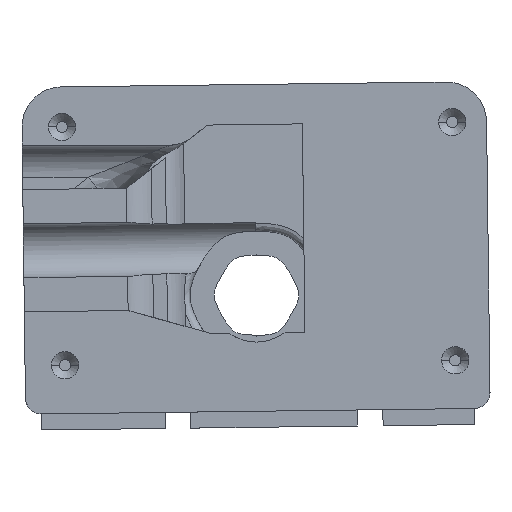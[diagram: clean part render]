
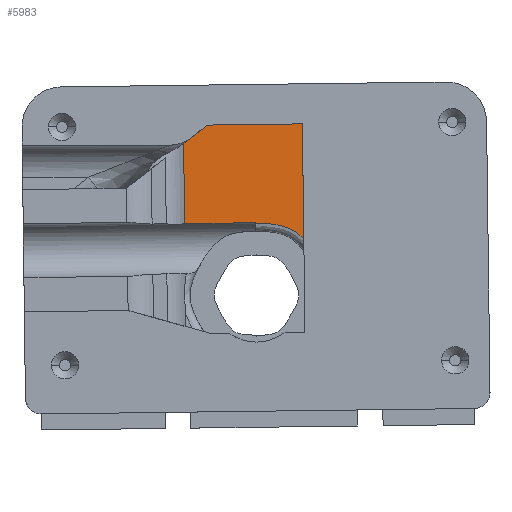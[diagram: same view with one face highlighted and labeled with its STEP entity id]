
A CAD part, front view. The second image highlights one B-rep face of the part: STEP entity #5983.
In plain terms, the highlighted face is planar.
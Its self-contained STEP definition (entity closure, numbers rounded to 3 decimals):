
#8 = CARTESIAN_POINT ( 'NONE',  ( -3.122, 9.619, 12.75 ) ) ;
#39 = ORIENTED_EDGE ( 'NONE', *, *, #7528, .F. ) ;
#191 = DIRECTION ( 'NONE',  ( 0.013, -1., 0. ) ) ;
#246 = ORIENTED_EDGE ( 'NONE', *, *, #6421, .T. ) ;
#318 = LINE ( 'NONE', #3953, #4823 ) ;
#382 = B_SPLINE_CURVE_WITH_KNOTS ( 'NONE', 3,
 ( #700, #2516, #5683, #2589, #1894, #661, #3124, #1315, #7450, #4380, #739, #1928 ),
 .UNSPECIFIED., .F., .F.,
 ( 4, 2, 2, 2, 2, 4 ),
 ( 0.009, 0.01, 0.011, 0.012, 0.012, 0.013 ),
 .UNSPECIFIED. ) ;
#661 = CARTESIAN_POINT ( 'NONE',  ( -1.983, 8.889, 12.75 ) ) ;
#700 = CARTESIAN_POINT ( 'NONE',  ( -0.11, 8.658, 12.75 ) ) ;
#739 = CARTESIAN_POINT ( 'NONE',  ( -3.025, 9.522, 12.75 ) ) ;
#903 = ORIENTED_EDGE ( 'NONE', *, *, #5185, .T. ) ;
#936 = ORIENTED_EDGE ( 'NONE', *, *, #4187, .T. ) ;
#1293 = LINE ( 'NONE', #6968, #1558 ) ;
#1298 = AXIS2_PLACEMENT_3D ( 'NONE', #1992, #2573, #6308 ) ;
#1315 = CARTESIAN_POINT ( 'NONE',  ( -2.591, 9.187, 12.75 ) ) ;
#1368 = DIRECTION ( 'NONE',  ( -0.013, 1., 0. ) ) ;
#1427 = VERTEX_POINT ( 'NONE', #4670 ) ;
#1558 = VECTOR ( 'NONE', #1368, 1000. ) ;
#1818 = DIRECTION ( 'NONE',  ( 0.013, -1., 0. ) ) ;
#1840 = VERTEX_POINT ( 'NONE', #7394 ) ;
#1894 = CARTESIAN_POINT ( 'NONE',  ( -1.456, 8.751, 12.75 ) ) ;
#1906 = EDGE_CURVE ( 'NONE', #1840, #5506, #4641, .T. ) ;
#1928 = CARTESIAN_POINT ( 'NONE',  ( -3.122, 9.619, 12.75 ) ) ;
#1935 = ORIENTED_EDGE ( 'NONE', *, *, #6840, .T. ) ;
#1992 = CARTESIAN_POINT ( 'NONE',  ( 2.705, 15.435, 12.75 ) ) ;
#2093 = VECTOR ( 'NONE', #1818, 1000. ) ;
#2115 = DIRECTION ( 'NONE',  ( -0.789, -0.615, 0. ) ) ;
#2516 = CARTESIAN_POINT ( 'NONE',  ( -0.379, 8.656, 12.75 ) ) ;
#2573 = DIRECTION ( 'NONE',  ( 0., 0., 1. ) ) ;
#2589 = CARTESIAN_POINT ( 'NONE',  ( -1.185, 8.71, 12.75 ) ) ;
#2591 = CARTESIAN_POINT ( 'NONE',  ( 2.902, 2.536, 12.75 ) ) ;
#2698 = VECTOR ( 'NONE', #191, 1000. ) ;
#2710 = ORIENTED_EDGE ( 'NONE', *, *, #5336, .T. ) ;
#2723 = EDGE_LOOP ( 'NONE', ( #6144, #903, #2710, #936, #1935, #246, #39 ) ) ;
#3026 = PLANE ( 'NONE',  #1298 ) ;
#3050 = LINE ( 'NONE', #7412, #2093 ) ;
#3124 = CARTESIAN_POINT ( 'NONE',  ( -2.235, 8.985, 12.75 ) ) ;
#3243 = VERTEX_POINT ( 'NONE', #8 ) ;
#3624 = DIRECTION ( 'NONE',  ( -1., -0.013, 0. ) ) ;
#3953 = CARTESIAN_POINT ( 'NONE',  ( 1.031, 2.513, 12.75 ) ) ;
#4187 = EDGE_CURVE ( 'NONE', #6023, #3243, #382, .T. ) ;
#4380 = CARTESIAN_POINT ( 'NONE',  ( -2.922, 9.432, 12.75 ) ) ;
#4571 = VERTEX_POINT ( 'NONE', #2591 ) ;
#4641 = LINE ( 'NONE', #6426, #2698 ) ;
#4670 = CARTESIAN_POINT ( 'NONE',  ( -0.109, 8.631, 12.75 ) ) ;
#4675 = CARTESIAN_POINT ( 'NONE',  ( 0.298, 0.506, 12.75 ) ) ;
#4816 = VECTOR ( 'NONE', #3624, 1000. ) ;
#4823 = VECTOR ( 'NONE', #6432, 1000. ) ;
#5050 = CARTESIAN_POINT ( 'NONE',  ( -0.11, 8.658, 12.75 ) ) ;
#5185 = EDGE_CURVE ( 'NONE', #1840, #1427, #7955, .T. ) ;
#5309 = CARTESIAN_POINT ( 'NONE',  ( -3.031, 2.461, 12.75 ) ) ;
#5336 = EDGE_CURVE ( 'NONE', #1427, #6023, #1293, .T. ) ;
#5359 = VECTOR ( 'NONE', #2115, 1000. ) ;
#5506 = VERTEX_POINT ( 'NONE', #7748 ) ;
#5683 = CARTESIAN_POINT ( 'NONE',  ( -0.648, 8.663, 12.75 ) ) ;
#5983 = ADVANCED_FACE ( 'NONE', ( #6725 ), #3026, .T. ) ;
#6023 = VERTEX_POINT ( 'NONE', #5050 ) ;
#6144 = ORIENTED_EDGE ( 'NONE', *, *, #1906, .F. ) ;
#6308 = DIRECTION ( 'NONE',  ( -1., -0.013, 0. ) ) ;
#6421 = EDGE_CURVE ( 'NONE', #7802, #4571, #318, .T. ) ;
#6426 = CARTESIAN_POINT ( 'NONE',  ( 4.448, -1.742, 12.75 ) ) ;
#6432 = DIRECTION ( 'NONE',  ( 1., 0.013, 0. ) ) ;
#6662 = LINE ( 'NONE', #4675, #5359 ) ;
#6721 = CARTESIAN_POINT ( 'NONE',  ( 15.456, 8.828, 12.75 ) ) ;
#6725 = FACE_OUTER_BOUND ( 'NONE', #2723, .T. ) ;
#6840 = EDGE_CURVE ( 'NONE', #3243, #7802, #3050, .T. ) ;
#6968 = CARTESIAN_POINT ( 'NONE',  ( -0.195, 15.398, 12.75 ) ) ;
#7394 = CARTESIAN_POINT ( 'NONE',  ( 4.316, 8.687, 12.75 ) ) ;
#7412 = CARTESIAN_POINT ( 'NONE',  ( -2.993, -0.533, 12.75 ) ) ;
#7450 = CARTESIAN_POINT ( 'NONE',  ( -2.706, 9.264, 12.75 ) ) ;
#7528 = EDGE_CURVE ( 'NONE', #5506, #4571, #6662, .T. ) ;
#7748 = CARTESIAN_POINT ( 'NONE',  ( 4.379, 3.689, 12.75 ) ) ;
#7802 = VERTEX_POINT ( 'NONE', #5309 ) ;
#7955 = LINE ( 'NONE', #6721, #4816 ) ;
